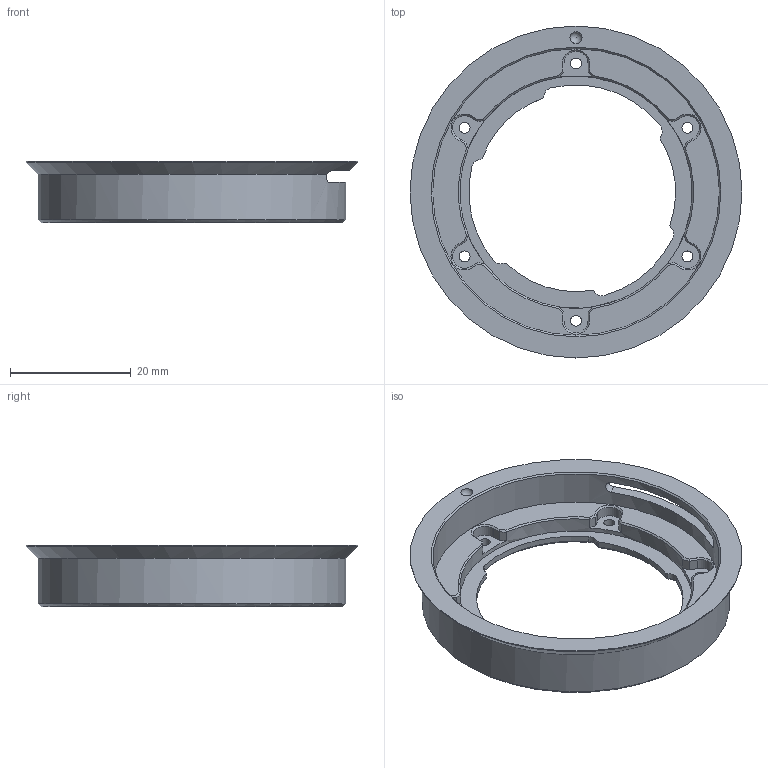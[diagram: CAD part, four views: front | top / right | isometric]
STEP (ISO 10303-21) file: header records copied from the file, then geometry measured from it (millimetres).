
FILE_DESCRIPTION(/* description */ (''),/* implementation_level */ '2;1');
FILE_NAME(/* name */ 'mountBodyBase_DKL_stepless',/* time_stamp */ '2023-12-11T11:17:12-05:00',/* author */ ('George Moua'),/* organization */ ('Archive 663'),/* preprocessor_version */ 'ST-DEVELOPER v16.7',/* originating_system */ 'Solid Edge',/* authorisation */ 'Unknown');
FILE_SCHEMA (('AUTOMOTIVE_DESIGN {1 0 10303 214 3 1 1}'));
Length unit declared in the file: millimetre
Products named in the file (3): mountLensBase; mountLensBase_DKL_oa_0; mountBodyBase_DKL_stepless
Assembly tree (2 placements, depth 3):
  mountLensBase
    mountLensBase_DKL_oa_0
      mountBodyBase_DKL_stepless
Bounding box: 55 x 55 x 10.15 mm (x, y, z)
Volume: 5671.2 mm3; surface area: 5712.5 mm2
Topology: 1 solids, 1 shells, 130 faces, 344 edges, 216 vertices
Faces by surface type: plane 66, cone 33, cylinder 30, sphere 1
Full cylindrical faces by diameter (mm): 1.8 x6, 38.5 x1, 47.5 x1, 51 x1, 55 x1
Entity records: 4784 total; most frequent: CARTESIAN_POINT 756, DIRECTION 640, ORIENTED_EDGE 612, EDGE_CURVE 306, AXIS2_PLACEMENT_3D 237, VERTEX_POINT 199, EDGE_LOOP 167, FACE_BOUND 167
